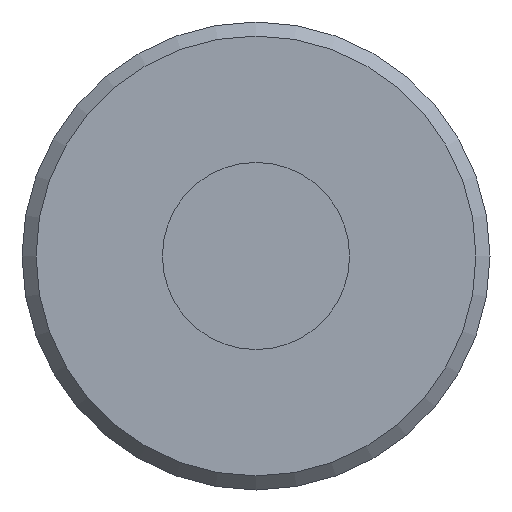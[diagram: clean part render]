
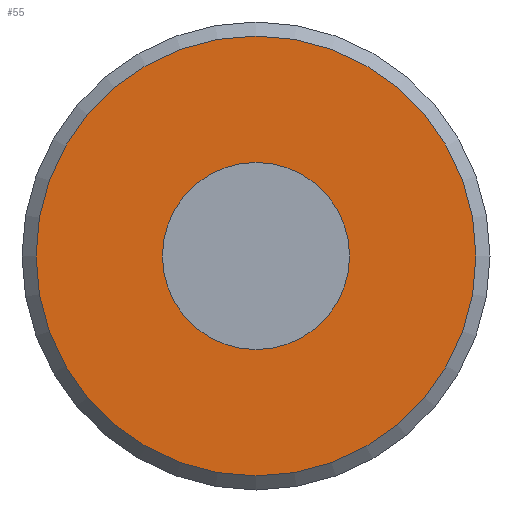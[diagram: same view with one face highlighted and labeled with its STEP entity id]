
A CAD part, front view. The second image highlights one B-rep face of the part: STEP entity #55.
In plain terms, the highlighted planar face has unit normal (0, -1, 0).
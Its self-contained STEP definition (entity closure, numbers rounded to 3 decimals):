
#55 = ADVANCED_FACE( '', ( #120, #121 ), #122, .F. );
#120 = FACE_BOUND( '', #195, .T. );
#121 = FACE_OUTER_BOUND( '', #196, .T. );
#122 = PLANE( '', #197 );
#195 = EDGE_LOOP( '', ( #278 ) );
#196 = EDGE_LOOP( '', ( #279 ) );
#197 = AXIS2_PLACEMENT_3D( '', #280, #281, #282 );
#278 = ORIENTED_EDGE( '', *, *, #356, .F. );
#279 = ORIENTED_EDGE( '', *, *, #346, .T. );
#280 = CARTESIAN_POINT( '', ( 9.4, 0., 0. ) );
#281 = DIRECTION( '', ( 0., 1., 0. ) );
#282 = DIRECTION( '', ( 0., 0., 1. ) );
#346 = EDGE_CURVE( '', #386, #386, #387, .T. );
#356 = EDGE_CURVE( '', #402, #402, #403, .T. );
#386 = VERTEX_POINT( '', #435 );
#387 = CIRCLE( '', #436, 9.4 );
#402 = VERTEX_POINT( '', #451 );
#403 = CIRCLE( '', #452, 4. );
#435 = CARTESIAN_POINT( '', ( 0., 0., -9.4 ) );
#436 = AXIS2_PLACEMENT_3D( '', #485, #486, #487 );
#451 = CARTESIAN_POINT( '', ( 0., 0., -4. ) );
#452 = AXIS2_PLACEMENT_3D( '', #503, #504, #505 );
#485 = CARTESIAN_POINT( '', ( 0., 0., 0. ) );
#486 = DIRECTION( '', ( 0., -1., 0. ) );
#487 = DIRECTION( '', ( 0., 0., -1. ) );
#503 = CARTESIAN_POINT( '', ( 0., 0., 0. ) );
#504 = DIRECTION( '', ( 0., -1., 0. ) );
#505 = DIRECTION( '', ( 0., 0., -1. ) );
